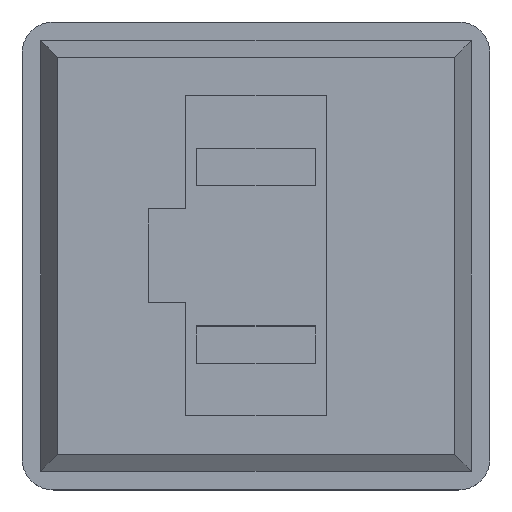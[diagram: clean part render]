
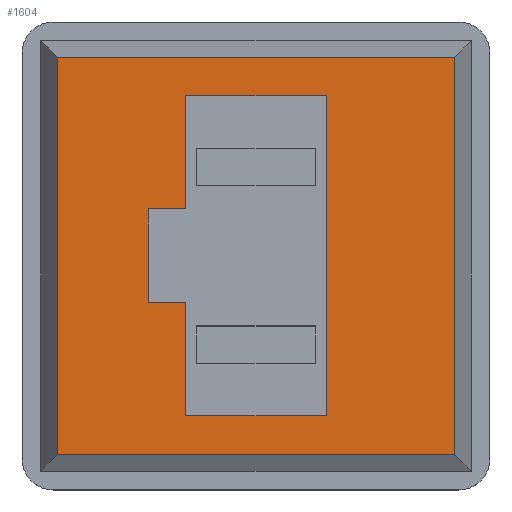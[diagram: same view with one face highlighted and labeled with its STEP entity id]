
A CAD part, top view. The second image highlights one B-rep face of the part: STEP entity #1604.
In plain terms, the highlighted planar face has unit normal (0, 0, 1).
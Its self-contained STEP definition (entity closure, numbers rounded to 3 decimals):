
#29=FACE_BOUND('',#269,.T.);
#63=PLANE('',#1745);
#168=FACE_OUTER_BOUND('',#268,.T.);
#268=EDGE_LOOP('',(#1317,#1318,#1319,#1320));
#269=EDGE_LOOP('',(#1321,#1322,#1323,#1324,#1325,#1326,#1327,#1328));
#380=LINE('',#2425,#574);
#384=LINE('',#2433,#578);
#387=LINE('',#2439,#581);
#390=LINE('',#2445,#584);
#393=LINE('',#2451,#587);
#396=LINE('',#2457,#590);
#399=LINE('',#2463,#593);
#402=LINE('',#2468,#596);
#404=LINE('',#2473,#598);
#405=LINE('',#2475,#599);
#406=LINE('',#2477,#600);
#407=LINE('',#2478,#601);
#574=VECTOR('',#1995,10.);
#578=VECTOR('',#2001,10.);
#581=VECTOR('',#2006,10.);
#584=VECTOR('',#2011,10.);
#587=VECTOR('',#2016,10.);
#590=VECTOR('',#2021,10.);
#593=VECTOR('',#2026,10.);
#596=VECTOR('',#2031,10.);
#598=VECTOR('',#2035,10.);
#599=VECTOR('',#2036,10.);
#600=VECTOR('',#2037,10.);
#601=VECTOR('',#2038,10.);
#792=VERTEX_POINT('',#2423);
#793=VERTEX_POINT('',#2424);
#796=VERTEX_POINT('',#2432);
#798=VERTEX_POINT('',#2438);
#800=VERTEX_POINT('',#2444);
#802=VERTEX_POINT('',#2450);
#804=VERTEX_POINT('',#2456);
#806=VERTEX_POINT('',#2462);
#808=VERTEX_POINT('',#2471);
#809=VERTEX_POINT('',#2472);
#810=VERTEX_POINT('',#2474);
#811=VERTEX_POINT('',#2476);
#971=EDGE_CURVE('',#792,#793,#380,.T.);
#975=EDGE_CURVE('',#793,#796,#384,.T.);
#978=EDGE_CURVE('',#796,#798,#387,.T.);
#981=EDGE_CURVE('',#798,#800,#390,.T.);
#984=EDGE_CURVE('',#800,#802,#393,.T.);
#987=EDGE_CURVE('',#804,#792,#396,.T.);
#990=EDGE_CURVE('',#806,#804,#399,.T.);
#993=EDGE_CURVE('',#802,#806,#402,.T.);
#995=EDGE_CURVE('',#808,#809,#404,.T.);
#996=EDGE_CURVE('',#810,#808,#405,.T.);
#997=EDGE_CURVE('',#811,#810,#406,.T.);
#998=EDGE_CURVE('',#809,#811,#407,.T.);
#1317=ORIENTED_EDGE('',*,*,#995,.F.);
#1318=ORIENTED_EDGE('',*,*,#996,.F.);
#1319=ORIENTED_EDGE('',*,*,#997,.F.);
#1320=ORIENTED_EDGE('',*,*,#998,.F.);
#1321=ORIENTED_EDGE('',*,*,#984,.T.);
#1322=ORIENTED_EDGE('',*,*,#993,.T.);
#1323=ORIENTED_EDGE('',*,*,#990,.T.);
#1324=ORIENTED_EDGE('',*,*,#987,.T.);
#1325=ORIENTED_EDGE('',*,*,#971,.T.);
#1326=ORIENTED_EDGE('',*,*,#975,.T.);
#1327=ORIENTED_EDGE('',*,*,#978,.T.);
#1328=ORIENTED_EDGE('',*,*,#981,.T.);
#1604=ADVANCED_FACE('',(#168,#29),#63,.T.);
#1745=AXIS2_PLACEMENT_3D('',#2470,#2033,#2034);
#1995=DIRECTION('',(-1.,0.,0.));
#2001=DIRECTION('',(0.,1.,0.));
#2006=DIRECTION('',(1.,0.,0.));
#2011=DIRECTION('',(0.,1.,0.));
#2016=DIRECTION('',(1.,0.,0.));
#2021=DIRECTION('',(0.,1.,0.));
#2026=DIRECTION('',(-1.,0.,0.));
#2031=DIRECTION('',(0.,-1.,0.));
#2033=DIRECTION('center_axis',(0.,0.,1.));
#2034=DIRECTION('ref_axis',(1.,0.,0.));
#2035=DIRECTION('',(-1.,0.,0.));
#2036=DIRECTION('',(0.,-1.,0.));
#2037=DIRECTION('',(1.,0.,0.));
#2038=DIRECTION('',(0.,1.,0.));
#2423=CARTESIAN_POINT('',(-2.25,-1.5,2.));
#2424=CARTESIAN_POINT('',(-3.45,-1.5,2.));
#2425=CARTESIAN_POINT('',(-1.125,-1.5,2.));
#2432=CARTESIAN_POINT('',(-3.45,1.5,2.));
#2433=CARTESIAN_POINT('',(-3.45,-0.75,2.));
#2438=CARTESIAN_POINT('',(-2.25,1.5,2.));
#2439=CARTESIAN_POINT('',(-1.725,1.5,2.));
#2444=CARTESIAN_POINT('',(-2.25,5.125,2.));
#2445=CARTESIAN_POINT('',(-2.25,0.75,2.));
#2450=CARTESIAN_POINT('',(2.25,5.125,2.));
#2451=CARTESIAN_POINT('',(-1.125,5.125,2.));
#2456=CARTESIAN_POINT('',(-2.25,-5.125,2.));
#2457=CARTESIAN_POINT('',(-2.25,-2.563,2.));
#2462=CARTESIAN_POINT('',(2.25,-5.125,2.));
#2463=CARTESIAN_POINT('',(1.125,-5.125,2.));
#2468=CARTESIAN_POINT('',(2.25,2.563,2.));
#2470=CARTESIAN_POINT('Origin',(0.,0.,2.));
#2471=CARTESIAN_POINT('',(6.364,-6.364,2.));
#2472=CARTESIAN_POINT('',(-6.364,-6.364,2.));
#2473=CARTESIAN_POINT('',(-6.9,-6.364,2.));
#2474=CARTESIAN_POINT('',(6.364,6.364,2.));
#2475=CARTESIAN_POINT('',(6.364,-6.9,2.));
#2476=CARTESIAN_POINT('',(-6.364,6.364,2.));
#2477=CARTESIAN_POINT('',(6.9,6.364,2.));
#2478=CARTESIAN_POINT('',(-6.364,6.9,2.));
